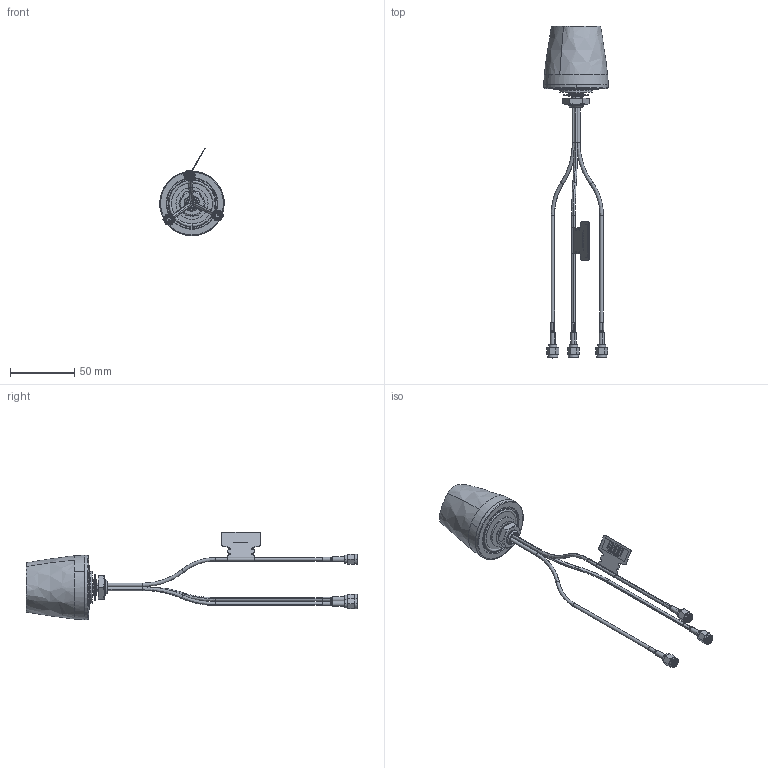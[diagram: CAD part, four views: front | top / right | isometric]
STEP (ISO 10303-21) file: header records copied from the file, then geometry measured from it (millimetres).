
FILE_DESCRIPTION (( 'STEP AP214' ), '1' );
FILE_NAME ('MA145.A.LBC.001.STEP', '2020-06-29T05:27:02', ( '' ), ( '' ), 'SwSTEP 2.0', 'SolidWorks 2018', '' );
FILE_SCHEMA (( 'AUTOMOTIVE_DESIGN' ));
Length unit declared in the file: millimetre
Products named in the file (1): MA145.A.LBC.001
Bounding box: 50.15 x 257.7 x 67.77 mm (x, y, z)
Surface area: 21695.7 mm2 (no closed solid volume)
Topology: 0 solids, 65 shells, 390 faces, 1562 edges, 1233 vertices
Faces by surface type: cylinder 125, bspline 106, plane 106, cone 53
Entity records: 31230 total; most frequent: CARTESIAN_POINT 15142, ORIENTED_EDGE 2246, DIRECTION 2179, EDGE_CURVE 1562, VERTEX_POINT 1233, LINE 755, VECTOR 755, AXIS2_PLACEMENT_3D 712
